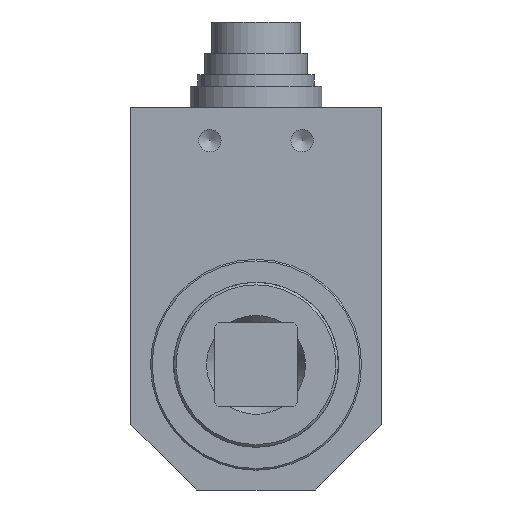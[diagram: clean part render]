
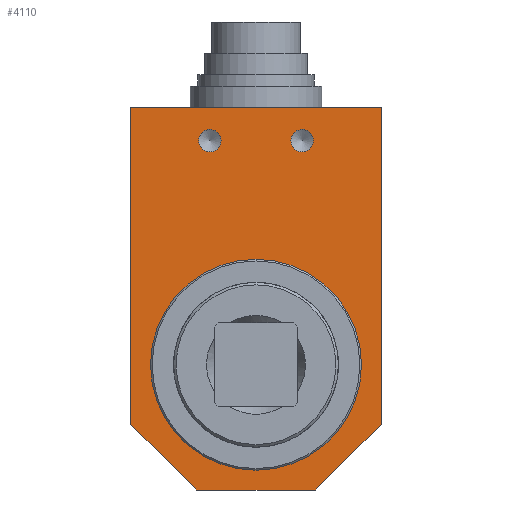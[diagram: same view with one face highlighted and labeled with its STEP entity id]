
A CAD part, left-side view. The second image highlights one B-rep face of the part: STEP entity #4110.
In plain terms, the highlighted planar face has unit normal (-1, 0, 0).
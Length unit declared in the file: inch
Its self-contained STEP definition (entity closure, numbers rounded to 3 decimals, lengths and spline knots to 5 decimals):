
#180=CARTESIAN_POINT('',(-0.865,-0.00197,0.23795));
#181=VERTEX_POINT('',#180);
#182=CARTESIAN_POINT('',(-0.865,-0.00197,-0.39197));
#183=DIRECTION('',(1.0,0.0,0.0));
#184=DIRECTION('',(0.0,0.0,-1.0));
#185=AXIS2_PLACEMENT_3D('',#182,#183,#184);
#186=CIRCLE('',#185,0.62992);
#187=EDGE_CURVE('',#181,#181,#186,.T.);
#835=CARTESIAN_POINT('',(-0.865,0.27362,1.01398));
#836=VERTEX_POINT('',#835);
#837=CARTESIAN_POINT('',(-0.865,0.27362,0.94661));
#838=DIRECTION('',(1.0,0.0,0.0));
#839=DIRECTION('',(0.0,0.0,-1.0));
#840=AXIS2_PLACEMENT_3D('',#837,#838,#839);
#841=CIRCLE('',#840,0.06736);
#842=EDGE_CURVE('',#836,#836,#841,.T.);
#983=CARTESIAN_POINT('',(-0.865,-0.27756,1.01398));
#984=VERTEX_POINT('',#983);
#985=CARTESIAN_POINT('',(-0.865,-0.27756,0.94661));
#986=DIRECTION('',(1.0,0.0,0.0));
#987=DIRECTION('',(0.0,0.0,-1.0));
#988=AXIS2_PLACEMENT_3D('',#985,#986,#987);
#989=CIRCLE('',#988,0.06736);
#990=EDGE_CURVE('',#984,#984,#989,.T.);
#3258=CARTESIAN_POINT('',(-0.865,0.74606,1.14346));
#3259=VERTEX_POINT('',#3258);
#3266=CARTESIAN_POINT('',(-0.865,-0.75,1.14346));
#3267=VERTEX_POINT('',#3266);
#3268=CARTESIAN_POINT('',(-0.865,0.74606,1.14346));
#3269=DIRECTION('',(0.0,-1.0,0.0));
#3270=VECTOR('',#3269,1.49606);
#3271=LINE('',#3268,#3270);
#3272=EDGE_CURVE('',#3259,#3267,#3271,.T.);
#4016=CARTESIAN_POINT('',(-0.865,0.35236,-1.14));
#4017=VERTEX_POINT('',#4016);
#4024=CARTESIAN_POINT('',(-0.865,0.74606,-0.7463));
#4025=VERTEX_POINT('',#4024);
#4026=CARTESIAN_POINT('',(-0.865,0.35236,-1.14));
#4027=DIRECTION('',(0.0,0.707,0.707));
#4028=VECTOR('',#4027,0.55678);
#4029=LINE('',#4026,#4028);
#4030=EDGE_CURVE('',#4017,#4025,#4029,.T.);
#4047=CARTESIAN_POINT('',(-0.865,0.74606,1.14346));
#4048=DIRECTION('',(0.0,0.0,-1.0));
#4049=VECTOR('',#4048,1.88976);
#4050=LINE('',#4047,#4049);
#4051=EDGE_CURVE('',#3259,#4025,#4050,.T.);
#4069=CARTESIAN_POINT('',(-0.865,-0.00197,-0.23449));
#4070=DIRECTION('',(1.0,0.0,0.0));
#4071=DIRECTION('',(0.0,0.0,-1.0));
#4072=AXIS2_PLACEMENT_3D('',#4069,#4070,#4071);
#4073=PLANE('',#4072);
#4074=ORIENTED_EDGE('',*,*,#4030,.F.);
#4075=CARTESIAN_POINT('',(-0.865,-0.3563,-1.14));
#4076=VERTEX_POINT('',#4075);
#4077=CARTESIAN_POINT('',(-0.865,0.35236,-1.14));
#4078=DIRECTION('',(0.0,-1.0,0.0));
#4079=VECTOR('',#4078,0.70866);
#4080=LINE('',#4077,#4079);
#4081=EDGE_CURVE('',#4017,#4076,#4080,.T.);
#4082=ORIENTED_EDGE('',*,*,#4081,.T.);
#4083=CARTESIAN_POINT('',(-0.865,-0.75,-0.7463));
#4084=VERTEX_POINT('',#4083);
#4085=CARTESIAN_POINT('',(-0.865,-0.75,-0.7463));
#4086=DIRECTION('',(0.0,0.707,-0.707));
#4087=VECTOR('',#4086,0.55678);
#4088=LINE('',#4085,#4087);
#4089=EDGE_CURVE('',#4084,#4076,#4088,.T.);
#4090=ORIENTED_EDGE('',*,*,#4089,.F.);
#4091=CARTESIAN_POINT('',(-0.865,-0.75,-0.7463));
#4092=DIRECTION('',(0.0,0.0,1.0));
#4093=VECTOR('',#4092,1.88976);
#4094=LINE('',#4091,#4093);
#4095=EDGE_CURVE('',#4084,#3267,#4094,.T.);
#4096=ORIENTED_EDGE('',*,*,#4095,.T.);
#4097=ORIENTED_EDGE('',*,*,#3272,.F.);
#4098=ORIENTED_EDGE('',*,*,#4051,.T.);
#4099=EDGE_LOOP('',(#4074,#4082,#4090,#4096,#4097,#4098));
#4100=FACE_OUTER_BOUND('',#4099,.T.);
#4101=ORIENTED_EDGE('',*,*,#842,.T.);
#4102=EDGE_LOOP('',(#4101));
#4103=FACE_BOUND('',#4102,.T.);
#4104=ORIENTED_EDGE('',*,*,#990,.T.);
#4105=EDGE_LOOP('',(#4104));
#4106=FACE_BOUND('',#4105,.T.);
#4107=ORIENTED_EDGE('',*,*,#187,.T.);
#4108=EDGE_LOOP('',(#4107));
#4109=FACE_BOUND('',#4108,.T.);
#4110=ADVANCED_FACE('',(#4100,#4103,#4106,#4109),#4073,.F.);
